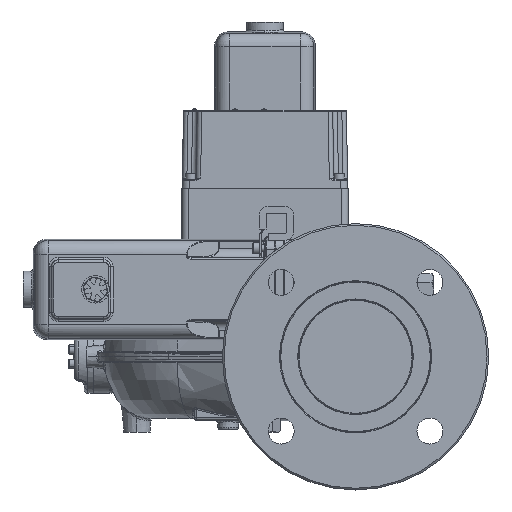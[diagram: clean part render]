
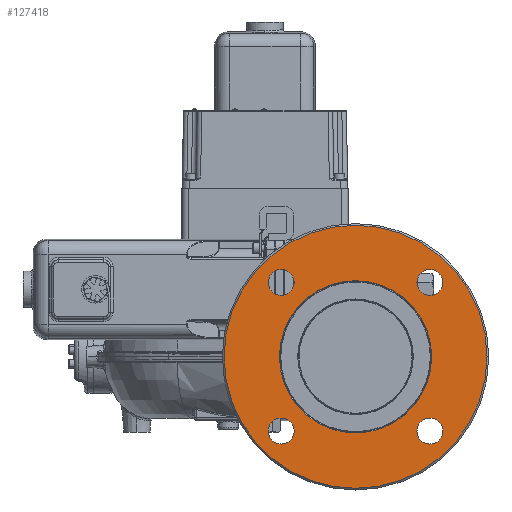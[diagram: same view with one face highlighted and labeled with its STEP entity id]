
A CAD part, front view. The second image highlights one B-rep face of the part: STEP entity #127418.
In plain terms, the highlighted planar face has unit normal (0, -1, 0).
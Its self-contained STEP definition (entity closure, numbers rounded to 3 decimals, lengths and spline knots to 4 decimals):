
#2573 = AXIS2_PLACEMENT_3D ( 'NONE', #200159, #89115, #139450 ) ;
#2758 = DIRECTION ( 'NONE',  ( 1., 0., 0. ) ) ;
#4663 = DIRECTION ( 'NONE',  ( -1., 0., 0. ) ) ;
#8465 = EDGE_LOOP ( 'NONE', ( #12488, #148916 ) ) ;
#9112 = CARTESIAN_POINT ( 'NONE',  ( -2.0804, -5.2129, 0. ) ) ;
#10872 = CARTESIAN_POINT ( 'NONE',  ( 2.0322, -5.2129, -2.0322 ) ) ;
#10982 = DIRECTION ( 'NONE',  ( 0., -1., 0. ) ) ;
#12488 = ORIENTED_EDGE ( 'NONE', *, *, #166157, .F. ) ;
#15731 = DIRECTION ( 'NONE',  ( 0., -1., 0. ) ) ;
#16805 = CARTESIAN_POINT ( 'NONE',  ( -3.5957, -5.2129, 0. ) ) ;
#18600 = CARTESIAN_POINT ( 'NONE',  ( 2.0322, -5.2129, 2.0322 ) ) ;
#18768 = CIRCLE ( 'NONE', #196131, 3.5957 ) ;
#19070 = PLANE ( 'NONE',  #190226 ) ;
#19142 = EDGE_LOOP ( 'NONE', ( #184115, #32775 ) ) ;
#20099 = DIRECTION ( 'NONE',  ( 0., -1., 0. ) ) ;
#21118 = FACE_BOUND ( 'NONE', #125100, .T. ) ;
#25146 = AXIS2_PLACEMENT_3D ( 'NONE', #97359, #80904, #2758 ) ;
#26140 = CARTESIAN_POINT ( 'NONE',  ( -2.3866, -5.2129, 2.0322 ) ) ;
#27647 = EDGE_CURVE ( 'NONE', #88352, #189787, #107225, .T. ) ;
#27878 = EDGE_LOOP ( 'NONE', ( #77170, #68180 ) ) ;
#28991 = CARTESIAN_POINT ( 'NONE',  ( -2.0322, -5.2129, -2.0322 ) ) ;
#29992 = CARTESIAN_POINT ( 'NONE',  ( 2.0804, -5.2129, 0. ) ) ;
#32397 = DIRECTION ( 'NONE',  ( 0., -1., 0. ) ) ;
#32407 = DIRECTION ( 'NONE',  ( 1., 0., 0. ) ) ;
#32775 = ORIENTED_EDGE ( 'NONE', *, *, #44352, .F. ) ;
#33783 = EDGE_CURVE ( 'NONE', #102877, #38774, #167048, .T. ) ;
#34311 = ORIENTED_EDGE ( 'NONE', *, *, #107179, .F. ) ;
#34934 = DIRECTION ( 'NONE',  ( 1., 0., 0. ) ) ;
#36543 = FACE_BOUND ( 'NONE', #19142, .T. ) ;
#38774 = VERTEX_POINT ( 'NONE', #106998 ) ;
#40314 = ORIENTED_EDGE ( 'NONE', *, *, #71828, .F. ) ;
#43398 = DIRECTION ( 'NONE',  ( 0., -1., 0. ) ) ;
#44352 = EDGE_CURVE ( 'NONE', #117387, #177909, #103273, .T. ) ;
#44555 = CIRCLE ( 'NONE', #87305, 0.3543 ) ;
#47088 = CARTESIAN_POINT ( 'NONE',  ( -2.0322, -5.2129, -2.0322 ) ) ;
#52062 = AXIS2_PLACEMENT_3D ( 'NONE', #47088, #106879, #91398 ) ;
#52876 = AXIS2_PLACEMENT_3D ( 'NONE', #28991, #43398, #119588 ) ;
#56484 = VERTEX_POINT ( 'NONE', #9112 ) ;
#65439 = VERTEX_POINT ( 'NONE', #124160 ) ;
#67818 = AXIS2_PLACEMENT_3D ( 'NONE', #79701, #32397, #142444 ) ;
#68180 = ORIENTED_EDGE ( 'NONE', *, *, #120804, .T. ) ;
#71828 = EDGE_CURVE ( 'NONE', #56484, #107354, #191551, .T. ) ;
#71941 = CARTESIAN_POINT ( 'NONE',  ( 2.3866, -5.2129, 2.0322 ) ) ;
#72621 = DIRECTION ( 'NONE',  ( 0., -1., 0. ) ) ;
#74603 = DIRECTION ( 'NONE',  ( 1., 0., 0. ) ) ;
#76894 = EDGE_CURVE ( 'NONE', #198235, #65439, #44555, .T. ) ;
#77170 = ORIENTED_EDGE ( 'NONE', *, *, #199155, .T. ) ;
#78475 = DIRECTION ( 'NONE',  ( 1., 0., 0. ) ) ;
#79701 = CARTESIAN_POINT ( 'NONE',  ( 2.0322, -5.2129, 2.0322 ) ) ;
#79770 = CARTESIAN_POINT ( 'NONE',  ( 0., -5.2129, 0. ) ) ;
#79793 = CARTESIAN_POINT ( 'NONE',  ( 3.5957, -5.2129, 0. ) ) ;
#79802 = CARTESIAN_POINT ( 'NONE',  ( -1.6779, -5.2129, 2.0322 ) ) ;
#80517 = DIRECTION ( 'NONE',  ( 0., -1., 0. ) ) ;
#80783 = FACE_OUTER_BOUND ( 'NONE', #27878, .T. ) ;
#80904 = DIRECTION ( 'NONE',  ( 0., -1., 0. ) ) ;
#81330 = DIRECTION ( 'NONE',  ( 0., -1., 0. ) ) ;
#82817 = FACE_BOUND ( 'NONE', #138514, .T. ) ;
#87305 = AXIS2_PLACEMENT_3D ( 'NONE', #10872, #183653, #74603 ) ;
#87983 = ORIENTED_EDGE ( 'NONE', *, *, #33783, .F. ) ;
#88352 = VERTEX_POINT ( 'NONE', #190096 ) ;
#89115 = DIRECTION ( 'NONE',  ( 0., -1., 0. ) ) ;
#91398 = DIRECTION ( 'NONE',  ( 1., 0., 0. ) ) ;
#91518 = EDGE_CURVE ( 'NONE', #107354, #56484, #153164, .T. ) ;
#95602 = CIRCLE ( 'NONE', #52876, 0.3543 ) ;
#97359 = CARTESIAN_POINT ( 'NONE',  ( 0., -5.2129, 0. ) ) ;
#99295 = FACE_BOUND ( 'NONE', #163111, .T. ) ;
#100766 = CARTESIAN_POINT ( 'NONE',  ( 1.6779, -5.2129, -2.0322 ) ) ;
#102877 = VERTEX_POINT ( 'NONE', #140225 ) ;
#103273 = CIRCLE ( 'NONE', #119716, 0.3543 ) ;
#105661 = AXIS2_PLACEMENT_3D ( 'NONE', #172081, #15731, #78475 ) ;
#106879 = DIRECTION ( 'NONE',  ( 0., -1., 0. ) ) ;
#106998 = CARTESIAN_POINT ( 'NONE',  ( -1.6779, -5.2129, -2.0322 ) ) ;
#107179 = EDGE_CURVE ( 'NONE', #38774, #102877, #95602, .T. ) ;
#107225 = CIRCLE ( 'NONE', #67818, 0.3543 ) ;
#107354 = VERTEX_POINT ( 'NONE', #29992 ) ;
#108396 = DIRECTION ( 'NONE',  ( 1., 0., 0. ) ) ;
#109206 = DIRECTION ( 'NONE',  ( 1., 0., 0. ) ) ;
#117387 = VERTEX_POINT ( 'NONE', #26140 ) ;
#118989 = ORIENTED_EDGE ( 'NONE', *, *, #76894, .F. ) ;
#119588 = DIRECTION ( 'NONE',  ( 1., 0., 0. ) ) ;
#119716 = AXIS2_PLACEMENT_3D ( 'NONE', #134446, #10982, #197152 ) ;
#120804 = EDGE_CURVE ( 'NONE', #188572, #125046, #18768, .T. ) ;
#122022 = CARTESIAN_POINT ( 'NONE',  ( 0., -5.2129, 0. ) ) ;
#122110 = CIRCLE ( 'NONE', #128682, 0.3543 ) ;
#124160 = CARTESIAN_POINT ( 'NONE',  ( 2.3866, -5.2129, -2.0322 ) ) ;
#125046 = VERTEX_POINT ( 'NONE', #16805 ) ;
#125100 = EDGE_LOOP ( 'NONE', ( #34311, #87983 ) ) ;
#127418 = ADVANCED_FACE ( 'NONE', ( #99295, #80783, #142505, #82817, #36543, #21118 ), #19070, .T. ) ;
#128682 = AXIS2_PLACEMENT_3D ( 'NONE', #191273, #72621, #34934 ) ;
#129149 = AXIS2_PLACEMENT_3D ( 'NONE', #189523, #80517, #108396 ) ;
#129552 = EDGE_CURVE ( 'NONE', #65439, #198235, #122110, .T. ) ;
#134446 = CARTESIAN_POINT ( 'NONE',  ( -2.0322, -5.2129, 2.0322 ) ) ;
#138514 = EDGE_LOOP ( 'NONE', ( #201306, #118989 ) ) ;
#139450 = DIRECTION ( 'NONE',  ( 1., 0., 0. ) ) ;
#140225 = CARTESIAN_POINT ( 'NONE',  ( -2.3866, -5.2129, -2.0322 ) ) ;
#142444 = DIRECTION ( 'NONE',  ( 1., 0., 0. ) ) ;
#142505 = FACE_BOUND ( 'NONE', #8465, .T. ) ;
#148916 = ORIENTED_EDGE ( 'NONE', *, *, #27647, .F. ) ;
#153164 = CIRCLE ( 'NONE', #25146, 2.0804 ) ;
#157741 = EDGE_CURVE ( 'NONE', #177909, #117387, #193128, .T. ) ;
#163111 = EDGE_LOOP ( 'NONE', ( #175045, #40314 ) ) ;
#166157 = EDGE_CURVE ( 'NONE', #189787, #88352, #168305, .T. ) ;
#167048 = CIRCLE ( 'NONE', #52062, 0.3543 ) ;
#168305 = CIRCLE ( 'NONE', #194609, 0.3543 ) ;
#172081 = CARTESIAN_POINT ( 'NONE',  ( 0., -5.2129, 0. ) ) ;
#174616 = CIRCLE ( 'NONE', #105661, 3.5957 ) ;
#175045 = ORIENTED_EDGE ( 'NONE', *, *, #91518, .F. ) ;
#177909 = VERTEX_POINT ( 'NONE', #79802 ) ;
#183653 = DIRECTION ( 'NONE',  ( 0., -1., 0. ) ) ;
#184115 = ORIENTED_EDGE ( 'NONE', *, *, #157741, .F. ) ;
#188572 = VERTEX_POINT ( 'NONE', #79793 ) ;
#189523 = CARTESIAN_POINT ( 'NONE',  ( 0., -5.2129, 0. ) ) ;
#189734 = DIRECTION ( 'NONE',  ( 0., -1., 0. ) ) ;
#189787 = VERTEX_POINT ( 'NONE', #71941 ) ;
#190096 = CARTESIAN_POINT ( 'NONE',  ( 1.6779, -5.2129, 2.0322 ) ) ;
#190226 = AXIS2_PLACEMENT_3D ( 'NONE', #79770, #20099, #4663 ) ;
#191273 = CARTESIAN_POINT ( 'NONE',  ( 2.0322, -5.2129, -2.0322 ) ) ;
#191551 = CIRCLE ( 'NONE', #129149, 2.0804 ) ;
#193128 = CIRCLE ( 'NONE', #2573, 0.3543 ) ;
#194609 = AXIS2_PLACEMENT_3D ( 'NONE', #18600, #81330, #109206 ) ;
#196131 = AXIS2_PLACEMENT_3D ( 'NONE', #122022, #189734, #32407 ) ;
#197152 = DIRECTION ( 'NONE',  ( 1., 0., 0. ) ) ;
#198235 = VERTEX_POINT ( 'NONE', #100766 ) ;
#199155 = EDGE_CURVE ( 'NONE', #125046, #188572, #174616, .T. ) ;
#200159 = CARTESIAN_POINT ( 'NONE',  ( -2.0322, -5.2129, 2.0322 ) ) ;
#201306 = ORIENTED_EDGE ( 'NONE', *, *, #129552, .F. ) ;
